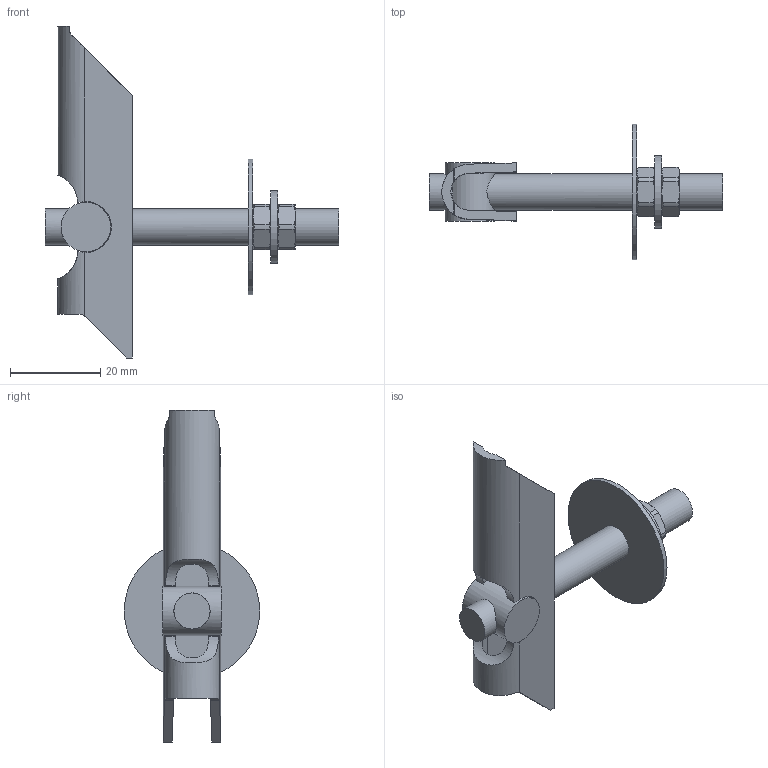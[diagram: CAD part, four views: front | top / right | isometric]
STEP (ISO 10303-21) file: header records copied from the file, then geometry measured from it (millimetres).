
FILE_DESCRIPTION(/* description */ ('STEP AP214'),/* implementation_level */ '2;1');
FILE_NAME(/* name */ 'SFS 154920',/* time_stamp */ '2022-10-20T14:01:26+02:00',/* author */ ('License CC BY-ND 4.0'),/* organization */ ('CADENAS'),/* preprocessor_version */ 'ST-DEVELOPER v18.102',/* originating_system */ 'PARTsolutions',/* authorisation */ ' ');
FILE_SCHEMA (('AUTOMOTIVE_DESIGN {1 0 10303 214 3 1 1}'));
Length unit declared in the file: millimetre
Products named in the file (3): SFS 154920; SFS 1549203; SFS 1549201
Assembly tree (2 placements, depth 2):
  SFS 154920
    SFS 1549203
    SFS 1549201
Bounding box: 65 x 30 x 73.5 mm (x, y, z)
Volume: 8834.9 mm3; surface area: 8048.5 mm2
Topology: 2 solids, 2 shells, 95 faces, 235 edges, 149 vertices
Faces by surface type: plane 37, cylinder 34, cone 24
Full cylindrical faces by diameter (mm): 8 x3, 11 x1, 16 x1, 30 x1
Entity records: 2976 total; most frequent: CARTESIAN_POINT 767, ORIENTED_EDGE 456, DIRECTION 420, EDGE_CURVE 228, AXIS2_PLACEMENT_3D 172, VERTEX_POINT 148, EDGE_LOOP 108, FACE_BOUND 108
